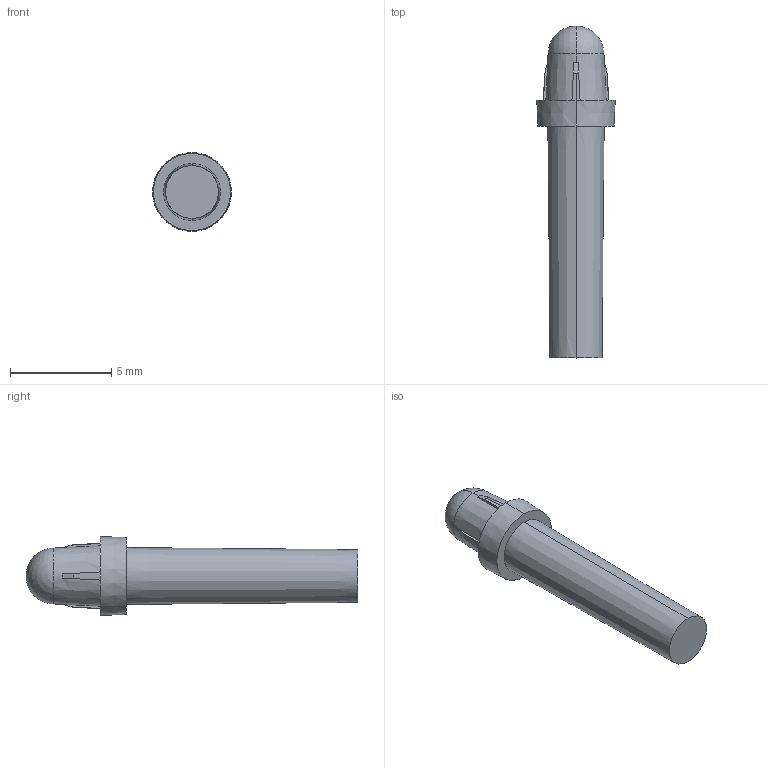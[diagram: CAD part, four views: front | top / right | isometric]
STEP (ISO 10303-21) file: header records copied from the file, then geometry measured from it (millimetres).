
FILE_DESCRIPTION (( 'STEP AP203' ), '1' );
FILE_NAME ('LFBR3D0500C.STEP', '2024-03-11T15:26:46', ( '' ), ( '' ), 'SwSTEP 2.0', 'SolidWorks 2021', '' );
FILE_SCHEMA (( 'CONFIG_CONTROL_DESIGN' ));
Length unit declared in the file: inch
Products named in the file (1): LFBR3D0500C
Bounding box: 3.89 x 16.36 x 3.89 mm (x, y, z)
Volume: 100.8 mm3; surface area: 161.5 mm2
Topology: 1 solids, 1 shells, 29 faces, 77 edges, 50 vertices
Faces by surface type: cone 16, plane 11, sphere 2
Entity records: 987 total; most frequent: CARTESIAN_POINT 223, ORIENTED_EDGE 146, DIRECTION 142, EDGE_CURVE 73, AXIS2_PLACEMENT_3D 63, VERTEX_POINT 48, CIRCLE 33, EDGE_LOOP 31
